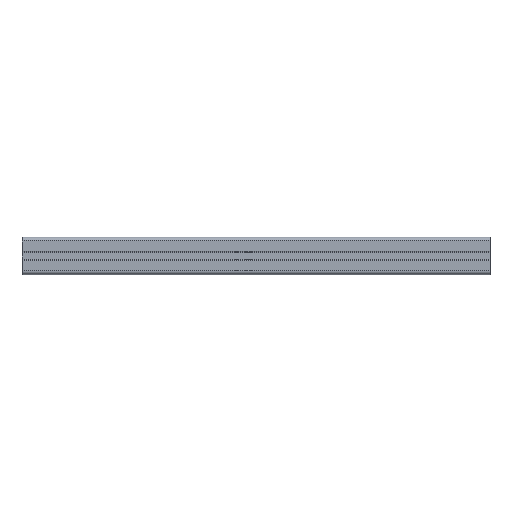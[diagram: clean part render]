
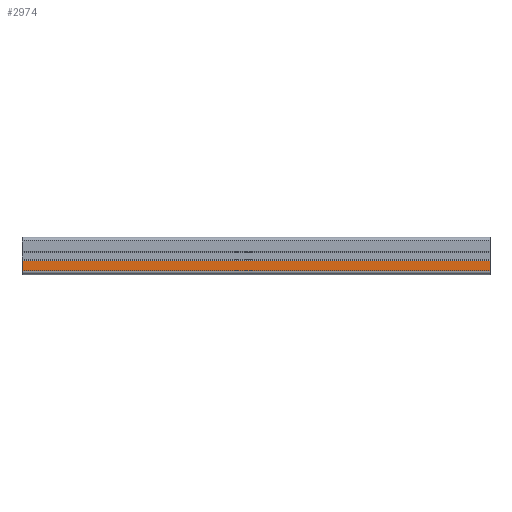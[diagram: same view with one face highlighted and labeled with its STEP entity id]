
A CAD part, top view. The second image highlights one B-rep face of the part: STEP entity #2974.
In plain terms, the highlighted planar face has unit normal (0, 0, 1).
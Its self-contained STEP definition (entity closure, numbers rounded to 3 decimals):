
#315 = VERTEX_POINT ( 'NONE', #2030 ) ;
#347 = DIRECTION ( 'NONE',  ( -1., 0., 0. ) ) ;
#613 = EDGE_CURVE ( 'NONE', #1378, #315, #2306, .T. ) ;
#1026 = CARTESIAN_POINT ( 'NONE',  ( 500., -5., -980. ) ) ;
#1028 = ORIENTED_EDGE ( 'NONE', *, *, #613, .F. ) ;
#1109 = DIRECTION ( 'NONE',  ( -1., 0., 0. ) ) ;
#1362 = DIRECTION ( 'NONE',  ( 0., 0., -1. ) ) ;
#1378 = VERTEX_POINT ( 'NONE', #1773 ) ;
#1401 = CARTESIAN_POINT ( 'NONE',  ( 500., -5., -980. ) ) ;
#1467 = ORIENTED_EDGE ( 'NONE', *, *, #2142, .T. ) ;
#1519 = CARTESIAN_POINT ( 'NONE',  ( 0., -5., -980. ) ) ;
#1550 = VECTOR ( 'NONE', #3560, 1000. ) ;
#1581 = CARTESIAN_POINT ( 'NONE',  ( 500., -5., -980. ) ) ;
#1718 = VECTOR ( 'NONE', #2924, 1000. ) ;
#1773 = CARTESIAN_POINT ( 'NONE',  ( 500., -16., -980. ) ) ;
#1903 = PLANE ( 'NONE',  #2062 ) ;
#1919 = VERTEX_POINT ( 'NONE', #1026 ) ;
#1980 = LINE ( 'NONE', #2551, #2438 ) ;
#2030 = CARTESIAN_POINT ( 'NONE',  ( 0., -16., -980. ) ) ;
#2040 = ORIENTED_EDGE ( 'NONE', *, *, #3589, .F. ) ;
#2062 = AXIS2_PLACEMENT_3D ( 'NONE', #1401, #1362, #1109 ) ;
#2103 = LINE ( 'NONE', #2391, #1550 ) ;
#2142 = EDGE_CURVE ( 'NONE', #2601, #315, #1980, .T. ) ;
#2306 = LINE ( 'NONE', #3272, #1718 ) ;
#2391 = CARTESIAN_POINT ( 'NONE',  ( 500., -5., -980. ) ) ;
#2438 = VECTOR ( 'NONE', #3152, 1000. ) ;
#2551 = CARTESIAN_POINT ( 'NONE',  ( 0., -5., -980. ) ) ;
#2601 = VERTEX_POINT ( 'NONE', #1519 ) ;
#2924 = DIRECTION ( 'NONE',  ( -1., 0., 0. ) ) ;
#2949 = LINE ( 'NONE', #1581, #3184 ) ;
#2974 = ADVANCED_FACE ( 'NONE', ( #3654 ), #1903, .F. ) ;
#3152 = DIRECTION ( 'NONE',  ( 0., -1., 0. ) ) ;
#3184 = VECTOR ( 'NONE', #347, 1000. ) ;
#3192 = EDGE_LOOP ( 'NONE', ( #1467, #1028, #2040, #3724 ) ) ;
#3272 = CARTESIAN_POINT ( 'NONE',  ( 500., -16., -980. ) ) ;
#3560 = DIRECTION ( 'NONE',  ( 0., -1., 0. ) ) ;
#3569 = EDGE_CURVE ( 'NONE', #1919, #2601, #2949, .T. ) ;
#3589 = EDGE_CURVE ( 'NONE', #1919, #1378, #2103, .T. ) ;
#3654 = FACE_OUTER_BOUND ( 'NONE', #3192, .T. ) ;
#3724 = ORIENTED_EDGE ( 'NONE', *, *, #3569, .T. ) ;
